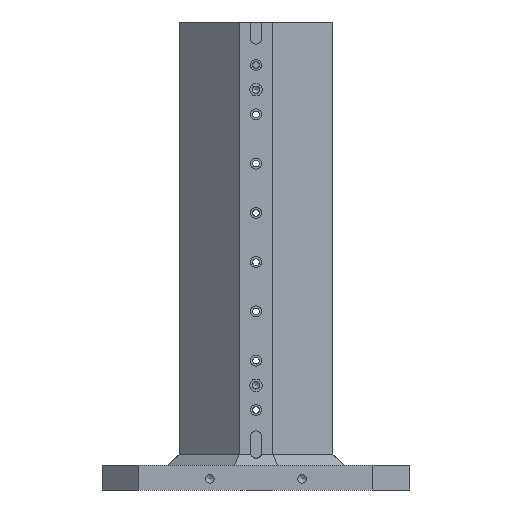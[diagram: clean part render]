
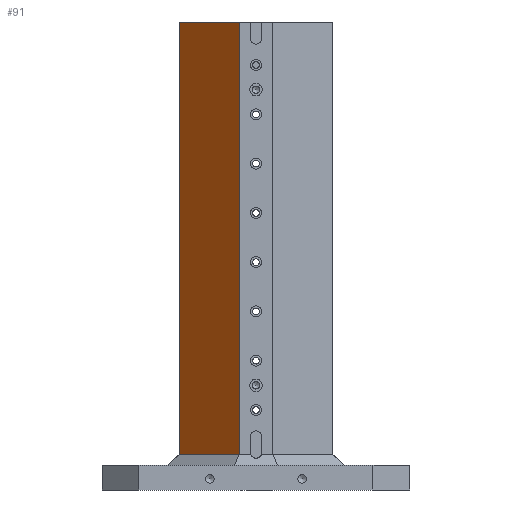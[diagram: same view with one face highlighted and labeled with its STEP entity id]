
A CAD part, front view. The second image highlights one B-rep face of the part: STEP entity #91.
In plain terms, the highlighted planar face has unit normal (-0.707, -0.707, 0).
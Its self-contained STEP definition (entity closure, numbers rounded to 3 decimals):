
#91 = ADVANCED_FACE( '', ( #444 ), #445, .T. );
#444 = FACE_OUTER_BOUND( '', #1284, .T. );
#445 = PLANE( '', #1285 );
#1284 = EDGE_LOOP( '', ( #2269, #2270, #2271, #2272 ) );
#1285 = AXIS2_PLACEMENT_3D( '', #2273, #2274, #2275 );
#2269 = ORIENTED_EDGE( '', *, *, #4142, .T. );
#2270 = ORIENTED_EDGE( '', *, *, #4147, .T. );
#2271 = ORIENTED_EDGE( '', *, *, #4148, .F. );
#2272 = ORIENTED_EDGE( '', *, *, #4072, .T. );
#2273 = CARTESIAN_POINT( '', ( -27.5, -125., 760. ) );
#2274 = DIRECTION( '', ( -0.707, -0.707, 0. ) );
#2275 = DIRECTION( '', ( 0.707, -0.707, 0. ) );
#4072 = EDGE_CURVE( '', #4703, #4701, #4704, .T. );
#4142 = EDGE_CURVE( '', #4701, #4832, #4834, .T. );
#4147 = EDGE_CURVE( '', #4832, #4843, #4844, .T. );
#4148 = EDGE_CURVE( '', #4703, #4843, #4845, .T. );
#4701 = VERTEX_POINT( '', #5707 );
#4703 = VERTEX_POINT( '', #5710 );
#4704 = LINE( '', #5711, #5712 );
#4832 = VERTEX_POINT( '', #5869 );
#4834 = LINE( '', #5872, #5873 );
#4843 = VERTEX_POINT( '', #5886 );
#4844 = LINE( '', #5887, #5888 );
#4845 = LINE( '', #5889, #5890 );
#5707 = CARTESIAN_POINT( '', ( -125., -27.5, 760. ) );
#5710 = CARTESIAN_POINT( '', ( -27.5, -125., 760. ) );
#5711 = CARTESIAN_POINT( '', ( -27.5, -125., 760. ) );
#5712 = VECTOR( '', #7093, 1000. );
#5869 = CARTESIAN_POINT( '', ( -125., -27.5, 58. ) );
#5872 = CARTESIAN_POINT( '', ( -125., -27.5, 760. ) );
#5873 = VECTOR( '', #7241, 1000. );
#5886 = CARTESIAN_POINT( '', ( -27.5, -125., 58. ) );
#5887 = CARTESIAN_POINT( '', ( -27.5, -125., 58. ) );
#5888 = VECTOR( '', #7246, 1000. );
#5889 = CARTESIAN_POINT( '', ( -27.5, -125., 760. ) );
#5890 = VECTOR( '', #7247, 1000. );
#7093 = DIRECTION( '', ( -0.707, 0.707, 0. ) );
#7241 = DIRECTION( '', ( 0., 0., -1. ) );
#7246 = DIRECTION( '', ( 0.707, -0.707, 0. ) );
#7247 = DIRECTION( '', ( 0., 0., -1. ) );
